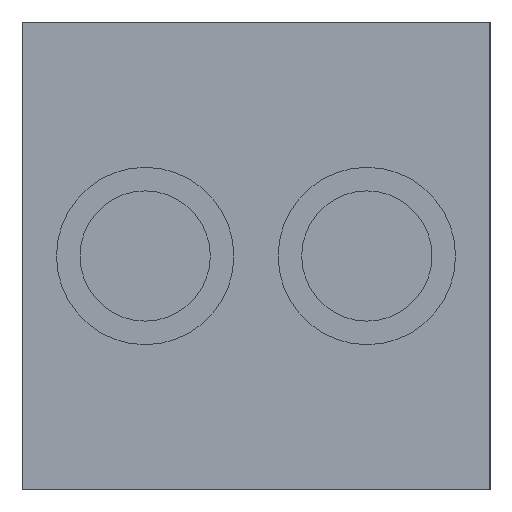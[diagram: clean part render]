
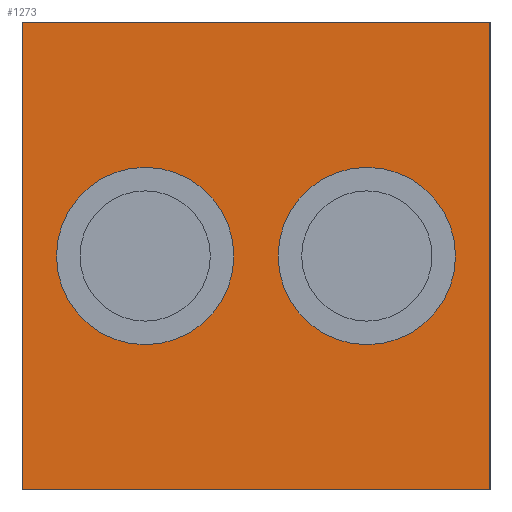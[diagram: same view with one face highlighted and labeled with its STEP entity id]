
A CAD part, left-side view. The second image highlights one B-rep face of the part: STEP entity #1273.
In plain terms, the highlighted planar face has unit normal (-1, 0, 0).
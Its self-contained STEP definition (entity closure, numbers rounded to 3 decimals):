
#19=LINE($,#2289,#31);
#23=LINE($,#2298,#35);
#25=LINE($,#2301,#37);
#27=LINE($,#2304,#39);
#31=VECTOR($,#1918,95.);
#35=VECTOR($,#1924,95.);
#37=VECTOR($,#1928,95.);
#39=VECTOR($,#1932,95.);
#79=PLANE($,#1496);
#215=FACE_BOUND($,#510,.T.);
#216=FACE_BOUND($,#511,.T.);
#217=FACE_BOUND($,#512,.T.);
#510=EDGE_LOOP($,(#1085));
#511=EDGE_LOOP($,(#1086));
#512=EDGE_LOOP($,(#1087,#1088,#1089,#1090));
#634=CIRCLE($,#1459,18.);
#646=CIRCLE($,#1483,18.);
#742=VERTEX_POINT($,#2231);
#754=VERTEX_POINT($,#2267);
#761=VERTEX_POINT($,#2286);
#762=VERTEX_POINT($,#2288);
#765=VERTEX_POINT($,#2295);
#766=VERTEX_POINT($,#2297);
#858=EDGE_CURVE($,#742,#742,#634,.T.);
#870=EDGE_CURVE($,#754,#754,#646,.T.);
#877=EDGE_CURVE($,#761,#762,#19,.T.);
#881=EDGE_CURVE($,#765,#766,#23,.T.);
#883=EDGE_CURVE($,#762,#765,#25,.T.);
#885=EDGE_CURVE($,#761,#766,#27,.T.);
#1085=ORIENTED_EDGE($,*,*,#858,.T.);
#1086=ORIENTED_EDGE($,*,*,#870,.T.);
#1087=ORIENTED_EDGE($,*,*,#885,.T.);
#1088=ORIENTED_EDGE($,*,*,#881,.F.);
#1089=ORIENTED_EDGE($,*,*,#883,.F.);
#1090=ORIENTED_EDGE($,*,*,#877,.F.);
#1273=ADVANCED_FACE($,(#215,#216,#217),#79,.F.);
#1459=AXIS2_PLACEMENT_3D($,#2232,#1846,#1847);
#1483=AXIS2_PLACEMENT_3D($,#2268,#1894,#1895);
#1496=AXIS2_PLACEMENT_3D($,#2303,#1930,#1931);
#1846=DIRECTION('center_axis',(1.,0.,0.));
#1847=DIRECTION('ref_axis',(0.,1.,0.));
#1894=DIRECTION('center_axis',(1.,0.,0.));
#1895=DIRECTION('ref_axis',(0.,1.,0.));
#1918=DIRECTION($,(0.,-1.,0.));
#1924=DIRECTION($,(0.,1.,0.));
#1928=DIRECTION($,(0.,0.,-1.));
#1930=DIRECTION('center_axis',(1.,0.,0.));
#1931=DIRECTION('ref_axis',(0.,0.,-1.));
#1932=DIRECTION($,(0.,0.,-1.));
#2231=CARTESIAN_POINT('',(440.,43.,92.5));
#2232=CARTESIAN_POINT('Origin',(440.,25.,92.5));
#2267=CARTESIAN_POINT('',(440.,88.,92.5));
#2268=CARTESIAN_POINT('Origin',(440.,70.,92.5));
#2286=CARTESIAN_POINT('',(440.,95.,140.));
#2288=CARTESIAN_POINT('',(440.,0.,140.));
#2289=CARTESIAN_POINT($,(440.,47.5,140.));
#2295=CARTESIAN_POINT('',(440.,0.,45.));
#2297=CARTESIAN_POINT('',(440.,95.,45.));
#2298=CARTESIAN_POINT($,(440.,47.5,45.));
#2301=CARTESIAN_POINT($,(440.,0.,92.5));
#2303=CARTESIAN_POINT('Origin',(440.,47.5,92.5));
#2304=CARTESIAN_POINT($,(440.,95.,92.5));
